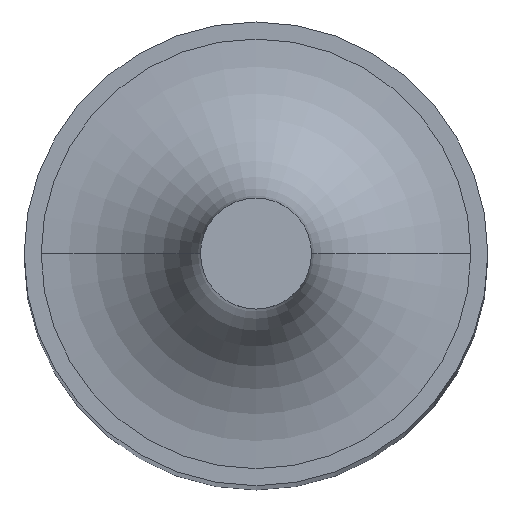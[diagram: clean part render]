
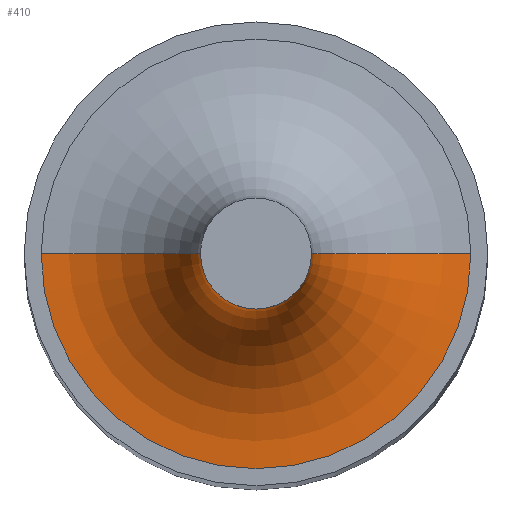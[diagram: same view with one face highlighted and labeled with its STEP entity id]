
A CAD part, top view. The second image highlights one B-rep face of the part: STEP entity #410.
In plain terms, the highlighted toroidal (fillet/blend) face has major radius 5.883 mm and minor radius 4.364 mm.
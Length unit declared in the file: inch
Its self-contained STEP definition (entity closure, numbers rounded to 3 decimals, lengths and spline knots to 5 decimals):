
#1 = DIRECTION ( 'NONE',  ( 0., 0., 1. ) ) ;
#15 = CIRCLE ( 'NONE', #152, 0.23163 ) ;
#39 = CARTESIAN_POINT ( 'NONE',  ( 0., 0., 2.99 ) ) ;
#40 = EDGE_CURVE ( 'NONE', #74, #345, #147, .T. ) ;
#48 = DIRECTION ( 'NONE',  ( 0., 0., 1. ) ) ;
#57 = EDGE_CURVE ( 'NONE', #265, #345, #15, .T. ) ;
#66 = CARTESIAN_POINT ( 'NONE',  ( 0.23163, 0., 2.8182 ) ) ;
#74 = VERTEX_POINT ( 'NONE', #251 ) ;
#84 = DIRECTION ( 'NONE',  ( 0., 0., -1. ) ) ;
#99 = EDGE_CURVE ( 'NONE', #393, #265, #298, .T. ) ;
#116 = DIRECTION ( 'NONE',  ( 0., 1., 0. ) ) ;
#135 = CARTESIAN_POINT ( 'NONE',  ( 0., 0., 2.99 ) ) ;
#139 = DIRECTION ( 'NONE',  ( -1., 0., 0. ) ) ;
#142 = ORIENTED_EDGE ( 'NONE', *, *, #40, .T. ) ;
#147 = CIRCLE ( 'NONE', #306, 0.1718 ) ;
#152 = AXIS2_PLACEMENT_3D ( 'NONE', #346, #84, #312 ) ;
#155 = CARTESIAN_POINT ( 'NONE',  ( 0.23163, 0., 2.99 ) ) ;
#174 = DIRECTION ( 'NONE',  ( -1., 0., 0. ) ) ;
#186 = TOROIDAL_SURFACE ( 'NONE', #365, 0.23163, 0.1718 ) ;
#190 = AXIS2_PLACEMENT_3D ( 'NONE', #155, #212, #344 ) ;
#202 = ORIENTED_EDGE ( 'NONE', *, *, #57, .F. ) ;
#207 = ORIENTED_EDGE ( 'NONE', *, *, #310, .T. ) ;
#212 = DIRECTION ( 'NONE',  ( 0., -1., 0. ) ) ;
#232 = DIRECTION ( 'NONE',  ( 0., 0., -1. ) ) ;
#250 = CARTESIAN_POINT ( 'NONE',  ( -0.23163, 0., 2.99 ) ) ;
#251 = CARTESIAN_POINT ( 'NONE',  ( -0.05983, 0., 2.99 ) ) ;
#262 = CARTESIAN_POINT ( 'NONE',  ( 0.05983, 0., 2.99 ) ) ;
#265 = VERTEX_POINT ( 'NONE', #66 ) ;
#267 = FACE_OUTER_BOUND ( 'NONE', #270, .T. ) ;
#270 = EDGE_LOOP ( 'NONE', ( #406, #207, #142, #202 ) ) ;
#271 = CARTESIAN_POINT ( 'NONE',  ( -0.23163, 0., 2.8182 ) ) ;
#298 = CIRCLE ( 'NONE', #190, 0.1718 ) ;
#306 = AXIS2_PLACEMENT_3D ( 'NONE', #250, #116, #1 ) ;
#310 = EDGE_CURVE ( 'NONE', #393, #74, #395, .T. ) ;
#312 = DIRECTION ( 'NONE',  ( -1., 0., 0. ) ) ;
#320 = AXIS2_PLACEMENT_3D ( 'NONE', #39, #232, #139 ) ;
#344 = DIRECTION ( 'NONE',  ( 1., 0., 0. ) ) ;
#345 = VERTEX_POINT ( 'NONE', #271 ) ;
#346 = CARTESIAN_POINT ( 'NONE',  ( 0., 0., 2.8182 ) ) ;
#365 = AXIS2_PLACEMENT_3D ( 'NONE', #135, #48, #174 ) ;
#393 = VERTEX_POINT ( 'NONE', #262 ) ;
#395 = CIRCLE ( 'NONE', #320, 0.05983 ) ;
#406 = ORIENTED_EDGE ( 'NONE', *, *, #99, .F. ) ;
#410 = ADVANCED_FACE ( 'NONE', ( #267 ), #186, .F. ) ;
